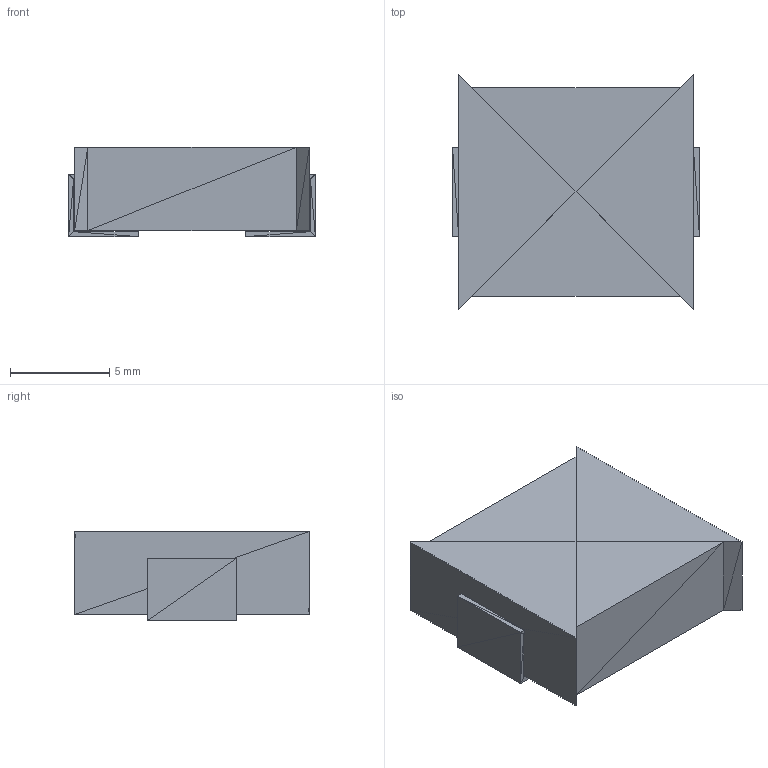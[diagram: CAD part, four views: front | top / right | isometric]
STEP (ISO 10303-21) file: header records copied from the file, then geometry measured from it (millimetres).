
FILE_DESCRIPTION(('STEP AP214'),'1');
FILE_NAME('SRP1040','2018-01-06T20:47:27',(''),(''),'','','');
FILE_SCHEMA(('AUTOMOTIVE_DESIGN'));
Length unit declared in the file: millimetre
Products named in the file (1): product
Bounding box: 12.42 x 11.81 x 4.5 mm (x, y, z)
Surface area: 579.2 mm2 (no closed solid volume)
Topology: 0 solids, 80 shells, 80 faces, 240 edges, 240 vertices
Faces by surface type: plane 80
Entity records: 2699 total; most frequent: CARTESIAN_POINT 561, DIRECTION 402, ORIENTED_EDGE 240, EDGE_CURVE 240, VERTEX_POINT 240, LINE 240, VECTOR 240, AXIS2_PLACEMENT_3D 81
